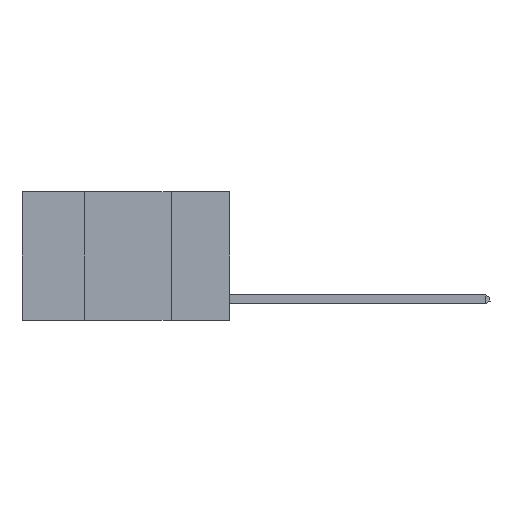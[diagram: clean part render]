
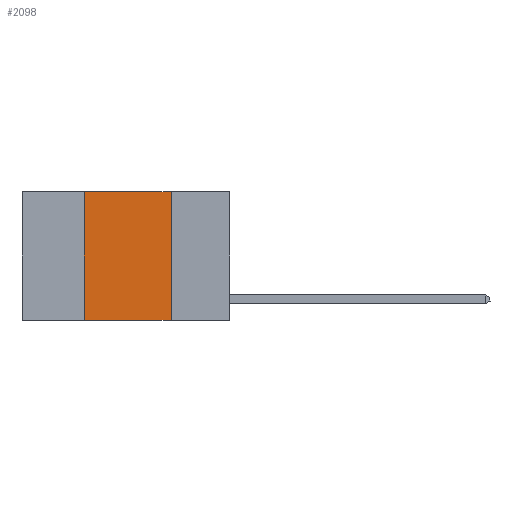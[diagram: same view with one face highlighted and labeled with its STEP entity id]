
A CAD part, left-side view. The second image highlights one B-rep face of the part: STEP entity #2098.
In plain terms, the highlighted planar face has unit normal (-1, 0, 0).
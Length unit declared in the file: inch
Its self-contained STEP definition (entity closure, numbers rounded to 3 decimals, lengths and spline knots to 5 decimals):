
#173 = CARTESIAN_POINT ( 'NONE',  ( 0., 0.6, 0. ) ) ;
#401 = FACE_OUTER_BOUND ( 'NONE', #12718, .T. ) ;
#549 = PLANE ( 'NONE',  #13273 ) ;
#1317 = EDGE_CURVE ( 'NONE', #4959, #7018, #7362, .T. ) ;
#1600 = DIRECTION ( 'NONE',  ( 0., -1., 0. ) ) ;
#1962 = DIRECTION ( 'NONE',  ( 1., 0., 0. ) ) ;
#2098 = ADVANCED_FACE ( 'NONE', ( #401 ), #549, .F. ) ;
#2399 = ORIENTED_EDGE ( 'NONE', *, *, #5823, .T. ) ;
#2808 = EDGE_CURVE ( 'NONE', #14941, #14964, #4957, .T. ) ;
#2894 = VECTOR ( 'NONE', #13278, 39.37008 ) ;
#2989 = ORIENTED_EDGE ( 'NONE', *, *, #1317, .F. ) ;
#4798 = CARTESIAN_POINT ( 'NONE',  ( 0., 0.42, 0. ) ) ;
#4957 = LINE ( 'NONE', #14032, #8218 ) ;
#4959 = VERTEX_POINT ( 'NONE', #13195 ) ;
#5169 = LINE ( 'NONE', #173, #11614 ) ;
#5815 = CARTESIAN_POINT ( 'NONE',  ( 0., 0.6, 0. ) ) ;
#5823 = EDGE_CURVE ( 'NONE', #14941, #7018, #9499, .T. ) ;
#6900 = DIRECTION ( 'NONE',  ( 0., 0., 1. ) ) ;
#6931 = ORIENTED_EDGE ( 'NONE', *, *, #2808, .F. ) ;
#7018 = VERTEX_POINT ( 'NONE', #10590 ) ;
#7362 = LINE ( 'NONE', #14250, #13705 ) ;
#8218 = VECTOR ( 'NONE', #6900, 39.37008 ) ;
#8479 = CARTESIAN_POINT ( 'NONE',  ( 0., 0.6, -0.37 ) ) ;
#9499 = LINE ( 'NONE', #8479, #2894 ) ;
#9685 = CARTESIAN_POINT ( 'NONE',  ( 0., 0.42, -0.37 ) ) ;
#10590 = CARTESIAN_POINT ( 'NONE',  ( 0., 0.17, -0.37 ) ) ;
#10684 = DIRECTION ( 'NONE',  ( 0., 0., -1. ) ) ;
#11614 = VECTOR ( 'NONE', #1600, 39.37008 ) ;
#12718 = EDGE_LOOP ( 'NONE', ( #2989, #13123, #6931, #2399 ) ) ;
#13123 = ORIENTED_EDGE ( 'NONE', *, *, #14599, .F. ) ;
#13195 = CARTESIAN_POINT ( 'NONE',  ( 0., 0.17, 0. ) ) ;
#13273 = AXIS2_PLACEMENT_3D ( 'NONE', #5815, #1962, #10684 ) ;
#13278 = DIRECTION ( 'NONE',  ( 0., -1., 0. ) ) ;
#13705 = VECTOR ( 'NONE', #13955, 39.37008 ) ;
#13955 = DIRECTION ( 'NONE',  ( 0., 0., -1. ) ) ;
#14032 = CARTESIAN_POINT ( 'NONE',  ( 0., 0.42, 0. ) ) ;
#14250 = CARTESIAN_POINT ( 'NONE',  ( 0., 0.17, 0. ) ) ;
#14599 = EDGE_CURVE ( 'NONE', #14964, #4959, #5169, .T. ) ;
#14941 = VERTEX_POINT ( 'NONE', #9685 ) ;
#14964 = VERTEX_POINT ( 'NONE', #4798 ) ;
